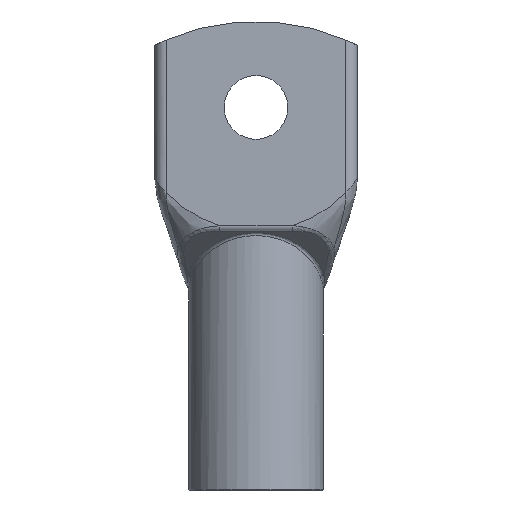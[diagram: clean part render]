
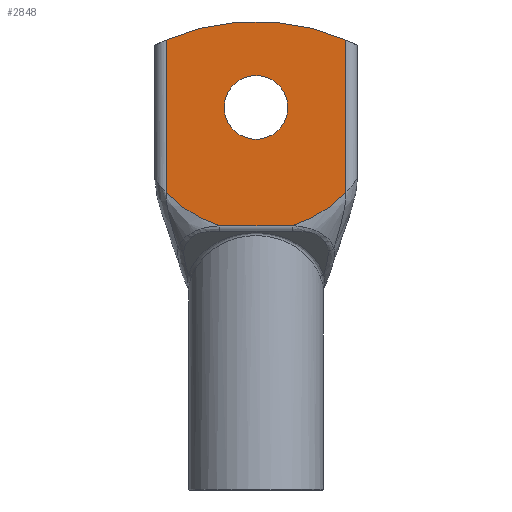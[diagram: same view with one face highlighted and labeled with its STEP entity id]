
A CAD part, front view. The second image highlights one B-rep face of the part: STEP entity #2848.
In plain terms, the highlighted planar face has unit normal (0, -1, 0).
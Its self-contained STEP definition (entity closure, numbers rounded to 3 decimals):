
#1062=CARTESIAN_POINT('',(-9.653,-19.5,22.517));
#1063=VERTEX_POINT('',#1062);
#1099=CARTESIAN_POINT('',(9.653,-19.5,22.517));
#1100=VERTEX_POINT('',#1099);
#1108=CARTESIAN_POINT('',(9.653,-19.5,22.517));
#1109=DIRECTION('',(-1.0,0.0,0.0));
#1110=VECTOR('',#1109,19.306);
#1111=LINE('',#1108,#1110);
#1112=EDGE_CURVE('',#1100,#1063,#1111,.T.);
#1419=CARTESIAN_POINT('',(24.,-19.5,31.424));
#1420=VERTEX_POINT('',#1419);
#1618=CARTESIAN_POINT('',(-24.,-19.5,31.424));
#1619=VERTEX_POINT('',#1618);
#2372=CARTESIAN_POINT('',(0.,-19.5,54.073));
#2373=DIRECTION('',(0.0,1.,0.0));
#2374=DIRECTION('',(0.818,0.0,-0.575));
#2375=AXIS2_PLACEMENT_3D('',#2372,#2373,#2374);
#2376=CIRCLE('',#2375,33.0);
#2377=EDGE_CURVE('',#1063,#1619,#2376,.T.);
#2388=CARTESIAN_POINT('',(8.5,-19.5,54.073));
#2389=VERTEX_POINT('',#2388);
#2390=CARTESIAN_POINT('',(0.0,-19.5,54.073));
#2391=DIRECTION('',(0.0,1.0,0.0));
#2392=DIRECTION('',(-1.0,0.0,0.0));
#2393=AXIS2_PLACEMENT_3D('',#2390,#2391,#2392);
#2394=CIRCLE('',#2393,8.5);
#2395=EDGE_CURVE('',#2389,#2389,#2394,.T.);
#2686=CARTESIAN_POINT('',(0.,-19.5,54.073));
#2687=DIRECTION('',(0.0,1.,0.0));
#2688=DIRECTION('',(0.818,0.0,-0.575));
#2689=AXIS2_PLACEMENT_3D('',#2686,#2687,#2688);
#2690=CIRCLE('',#2689,33.0);
#2691=EDGE_CURVE('',#1420,#1100,#2690,.T.);
#2701=CARTESIAN_POINT('',(-24.,-19.5,72.064));
#2702=VERTEX_POINT('',#2701);
#2718=CARTESIAN_POINT('',(24.,-19.5,72.064));
#2719=VERTEX_POINT('',#2718);
#2720=CARTESIAN_POINT('',(0.,-19.5,17.073));
#2721=DIRECTION('',(0.0,1.0,0.0));
#2722=DIRECTION('',(-0.45,0.0,0.893));
#2723=AXIS2_PLACEMENT_3D('',#2720,#2721,#2722);
#2724=CIRCLE('',#2723,60.);
#2725=EDGE_CURVE('',#2702,#2719,#2724,.T.);
#2790=CARTESIAN_POINT('',(-24.,-19.5,31.424));
#2791=DIRECTION('',(0.0,0.0,1.0));
#2792=VECTOR('',#2791,40.64);
#2793=LINE('',#2790,#2792);
#2794=EDGE_CURVE('',#1619,#2702,#2793,.T.);
#2827=CARTESIAN_POINT('',(0.,-19.5,50.578));
#2828=DIRECTION('',(0.0,1.0,0.0));
#2829=DIRECTION('',(0.0,0.0,1.0));
#2830=AXIS2_PLACEMENT_3D('',#2827,#2828,#2829);
#2831=PLANE('',#2830);
#2832=ORIENTED_EDGE('',*,*,#1112,.F.);
#2833=ORIENTED_EDGE('',*,*,#2691,.F.);
#2834=CARTESIAN_POINT('',(24.,-19.5,72.064));
#2835=DIRECTION('',(0.0,0.0,-1.0));
#2836=VECTOR('',#2835,40.64);
#2837=LINE('',#2834,#2836);
#2838=EDGE_CURVE('',#2719,#1420,#2837,.T.);
#2839=ORIENTED_EDGE('',*,*,#2838,.F.);
#2840=ORIENTED_EDGE('',*,*,#2725,.F.);
#2841=ORIENTED_EDGE('',*,*,#2794,.F.);
#2842=ORIENTED_EDGE('',*,*,#2377,.F.);
#2843=EDGE_LOOP('',(#2832,#2833,#2839,#2840,#2841,#2842));
#2844=FACE_OUTER_BOUND('',#2843,.T.);
#2845=ORIENTED_EDGE('',*,*,#2395,.T.);
#2846=EDGE_LOOP('',(#2845));
#2847=FACE_BOUND('',#2846,.T.);
#2848=ADVANCED_FACE('',(#2844,#2847),#2831,.F.);
